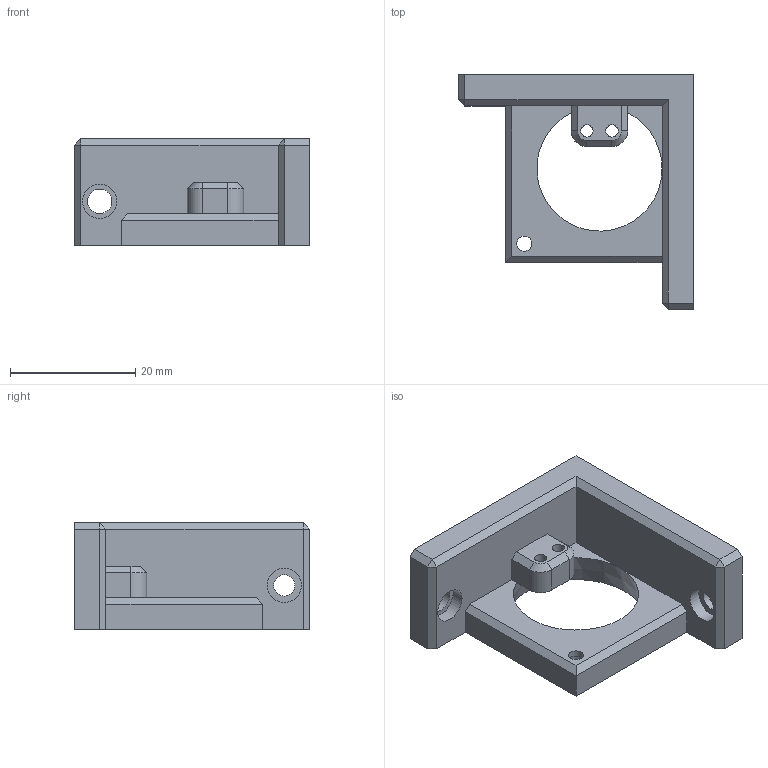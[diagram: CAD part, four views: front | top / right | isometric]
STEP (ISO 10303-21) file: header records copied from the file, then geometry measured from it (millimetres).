
FILE_DESCRIPTION(('FreeCAD Model'),'2;1');
FILE_NAME('Open CASCADE Shape Model','2025-06-05T22:40:28',('FreeCAD'),( 'FreeCAD'),'Open CASCADE STEP processor 7.7','FreeCAD','Unknown');
FILE_SCHEMA(('AUTOMOTIVE_DESIGN { 1 0 10303 214 1 1 1 1 }'));
Length unit declared in the file: millimetre
Products named in the file (1): Open CASCADE STEP translator 7.7 21
Bounding box: 37.5 x 37.5 x 17 mm (x, y, z)
Volume: 7214.2 mm3; surface area: 4512.7 mm2
Topology: 1 solids, 1 shells, 58 faces, 129 edges, 81 vertices
Faces by surface type: plane 39, cylinder 16, cone 3
Full cylindrical faces by diameter (mm): 1.95 x2, 2.4 x4, 3 x4, 3.4 x1, 3.9 x1, 5.5 x2
Entity records: 1625 total; most frequent: DIRECTION 285, CARTESIAN_POINT 270, ORIENTED_EDGE 258, EDGE_CURVE 129, AXIS2_PLACEMENT_3D 98, LINE 89, VECTOR 89, VERTEX_POINT 81
